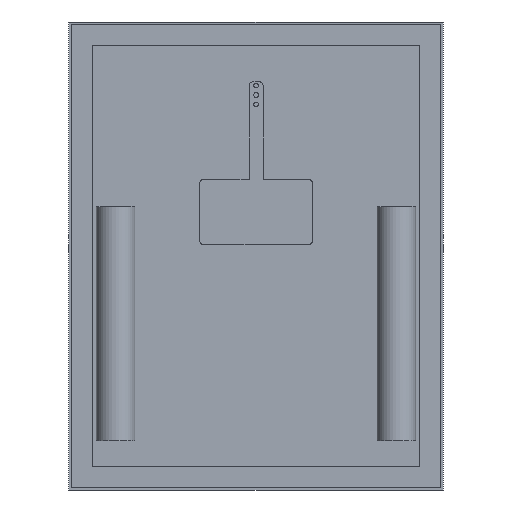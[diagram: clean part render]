
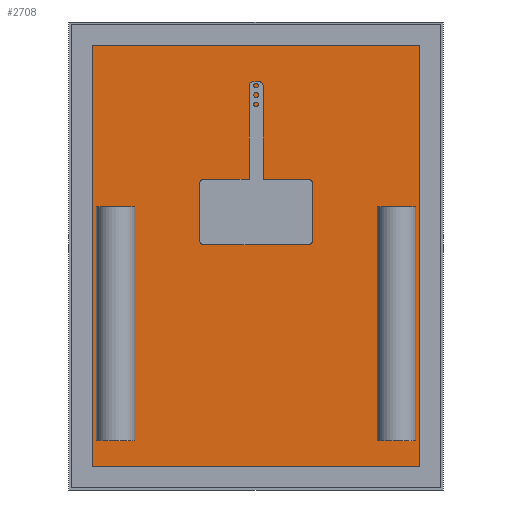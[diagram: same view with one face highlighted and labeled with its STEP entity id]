
A CAD part, front view. The second image highlights one B-rep face of the part: STEP entity #2708.
In plain terms, the highlighted planar face has unit normal (0, -1, 0).
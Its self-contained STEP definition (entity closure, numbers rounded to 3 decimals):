
#2566=CARTESIAN_POINT('',(200.,0.,250.));
#2567=VERTEX_POINT('',#2566);
#2568=CARTESIAN_POINT('',(-200.,0.,250.));
#2569=VERTEX_POINT('',#2568);
#2570=CARTESIAN_POINT('',(200.,0.,250.));
#2571=DIRECTION('',(-1.,0.,-0.));
#2572=VECTOR('',#2571,400.);
#2573=LINE('',#2570,#2572);
#2574=EDGE_CURVE('',#2567,#2569,#2573,.T.);
#2606=CARTESIAN_POINT('',(-200.,0.,-250.));
#2607=VERTEX_POINT('',#2606);
#2608=CARTESIAN_POINT('',(-200.,0.,250.));
#2609=DIRECTION('',(0.,0.,-1.));
#2610=VECTOR('',#2609,500.);
#2611=LINE('',#2608,#2610);
#2612=EDGE_CURVE('',#2569,#2607,#2611,.T.);
#2637=CARTESIAN_POINT('',(200.,0.,-250.));
#2638=VERTEX_POINT('',#2637);
#2639=CARTESIAN_POINT('',(-200.,0.,-250.));
#2640=DIRECTION('',(1.,0.,-0.));
#2641=VECTOR('',#2640,400.);
#2642=LINE('',#2639,#2641);
#2643=EDGE_CURVE('',#2607,#2638,#2642,.T.);
#2668=CARTESIAN_POINT('',(200.,0.,-250.));
#2669=DIRECTION('',(-0.,0.,1.));
#2670=VECTOR('',#2669,500.);
#2671=LINE('',#2668,#2670);
#2672=EDGE_CURVE('',#2638,#2567,#2671,.T.);
#2697=CARTESIAN_POINT('',(0.,0.,0.));
#2698=DIRECTION('',(0.,-1.,0.));
#2699=DIRECTION('',(1.,0.,0.));
#2700=AXIS2_PLACEMENT_3D('',#2697,#2698,#2699);
#2701=PLANE('',#2700);
#2702=ORIENTED_EDGE('',*,*,#2574,.T.);
#2703=ORIENTED_EDGE('',*,*,#2612,.T.);
#2704=ORIENTED_EDGE('',*,*,#2643,.T.);
#2705=ORIENTED_EDGE('',*,*,#2672,.T.);
#2706=EDGE_LOOP('',(#2702,#2703,#2704,#2705));
#2707=FACE_BOUND('',#2706,.T.);
#2708=ADVANCED_FACE('',(#2707),#2701,.T.);
